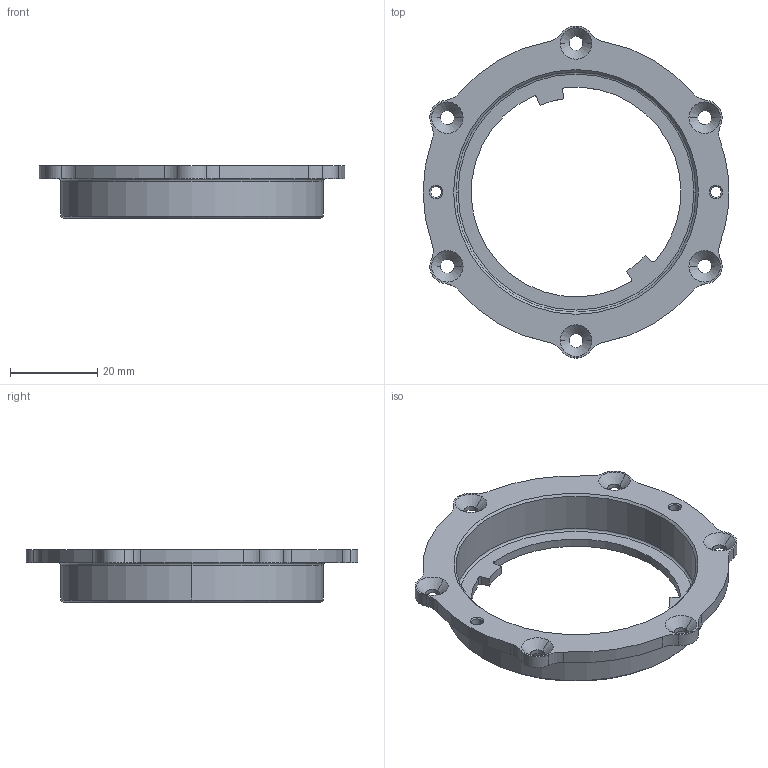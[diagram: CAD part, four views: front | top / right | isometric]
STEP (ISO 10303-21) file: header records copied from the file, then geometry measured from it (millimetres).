
FILE_DESCRIPTION (( 'STEP AP203' ), '1' );
FILE_NAME ('TA00-12-02-0006粣創詩杶.step', '2025-06-04T07:57:36', ( '' ), ( 'HP' ), 'SwSTEP 2.0', 'SolidWorks 2023', '' );
FILE_SCHEMA (( 'CONFIG_CONTROL_DESIGN' ));
Length unit declared in the file: millimetre
Products named in the file (1): TA00-12-02-0006轴承钢套
Bounding box: 70 x 75.97 x 12 mm (x, y, z)
Volume: 9651.7 mm3; surface area: 8699.1 mm2
Topology: 1 solids, 1 shells, 91 faces, 237 edges, 150 vertices
Faces by surface type: cylinder 59, cone 20, plane 8, torus 4
Entity records: 2958 total; most frequent: DIRECTION 567, CARTESIAN_POINT 479, ORIENTED_EDGE 474, AXIS2_PLACEMENT_3D 238, EDGE_CURVE 237, VERTEX_POINT 150, CIRCLE 146, EDGE_LOOP 111
